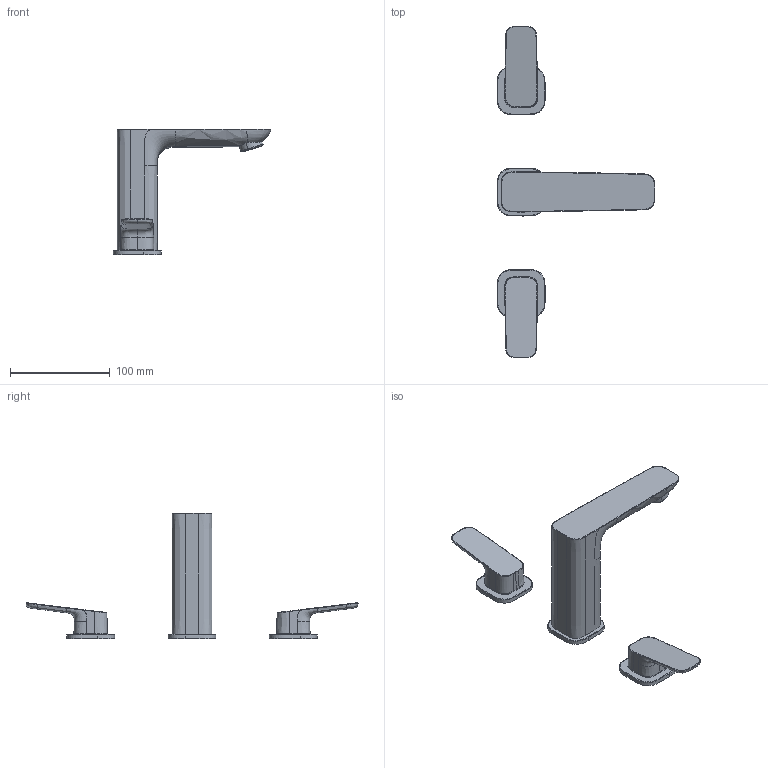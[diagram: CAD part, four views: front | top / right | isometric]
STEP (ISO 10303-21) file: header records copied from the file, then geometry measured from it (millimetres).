
FILE_DESCRIPTION(/* description */ ('AP214 STEP file'),/* implementation_level */ '2;1');
FILE_NAME(/* name */ '1348530000_out.stp',/* time_stamp */ '2025-07-10T11:52:56+02:00',/* author */ (''),/* organization */ (''),/* preprocessor_version */ 'ST-DEVELOPER v18.1',/* originating_system */ 'Elysium Co. Ltd. STEP Translator v8.3.0.0',/* authorisation */ '');
FILE_SCHEMA (('AUTOMOTIVE_DESIGN { 1 0 10303 214 3 1 1 }'));
Length unit declared in the file: millimetre
Products named in the file (1): 1348530000_extract
Bounding box: 157.99 x 332.79 x 126.17 mm (x, y, z)
Volume: 336231.1 mm3; surface area: 56129.7 mm2
Topology: 3 solids, 3 shells, 233 faces, 619 edges, 379 vertices
Faces by surface type: bspline 146, cylinder 36, plane 21, cone 14, extrusion 12, torus 4
Entity records: 27399 total; most frequent: CARTESIAN_POINT 21201, ORIENTED_EDGE 1238, EDGE_CURVE 619, B_SPLINE_CURVE_WITH_KNOTS 523, STYLED_ITEM 466, VERTEX_POINT 379, EDGE_LOOP 239, ADVANCED_FACE 233
